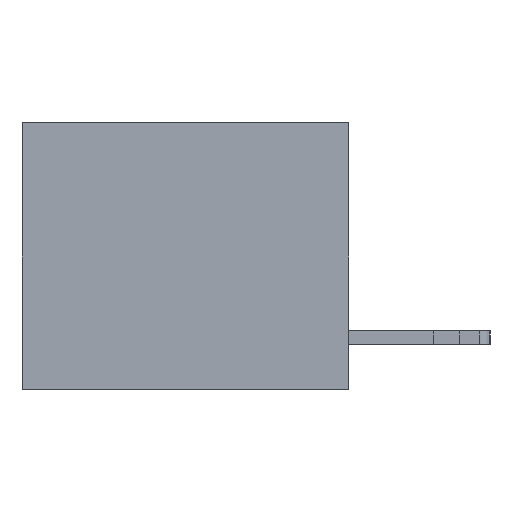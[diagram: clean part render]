
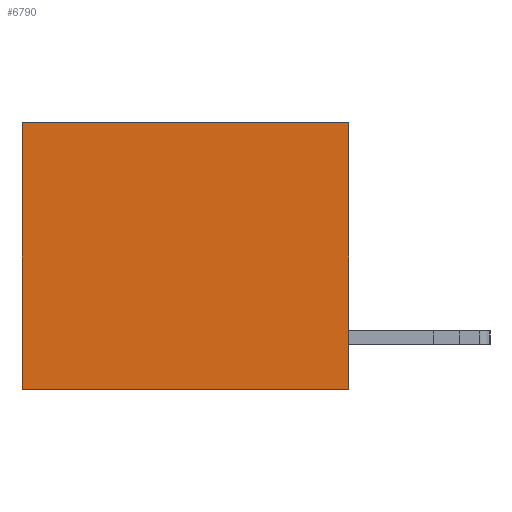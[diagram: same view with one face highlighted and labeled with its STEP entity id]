
A CAD part, left-side view. The second image highlights one B-rep face of the part: STEP entity #6790.
In plain terms, the highlighted planar face has unit normal (-1, 0, 0).
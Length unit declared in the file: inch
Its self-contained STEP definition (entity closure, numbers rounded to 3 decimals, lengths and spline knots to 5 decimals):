
#575 = VECTOR ( 'NONE', #9802, 39.37008 ) ;
#619 = ORIENTED_EDGE ( 'NONE', *, *, #19310, .F. ) ;
#2914 = VERTEX_POINT ( 'NONE', #19483 ) ;
#3362 = EDGE_CURVE ( 'NONE', #12975, #2914, #23345, .T. ) ;
#3991 = LINE ( 'NONE', #9716, #575 ) ;
#4913 = CARTESIAN_POINT ( 'NONE',  ( 0.3165, 0.6, -0.49 ) ) ;
#6599 = ORIENTED_EDGE ( 'NONE', *, *, #3362, .F. ) ;
#6790 = ADVANCED_FACE ( 'NONE', ( #14047 ), #23740, .F. ) ;
#6854 = VECTOR ( 'NONE', #16827, 39.37008 ) ;
#7122 = DIRECTION ( 'NONE',  ( 0., 0., -1. ) ) ;
#7255 = EDGE_CURVE ( 'NONE', #12975, #8419, #3991, .T. ) ;
#7685 = CARTESIAN_POINT ( 'NONE',  ( 0.3165, 0., -0.49 ) ) ;
#8419 = VERTEX_POINT ( 'NONE', #22189 ) ;
#9660 = DIRECTION ( 'NONE',  ( 0., 0., -1. ) ) ;
#9716 = CARTESIAN_POINT ( 'NONE',  ( 0.3165, 0., 0. ) ) ;
#9802 = DIRECTION ( 'NONE',  ( 0., 1., 0. ) ) ;
#9811 = EDGE_LOOP ( 'NONE', ( #25392, #619, #6599, #14621 ) ) ;
#10070 = LINE ( 'NONE', #4913, #24713 ) ;
#12770 = VECTOR ( 'NONE', #19513, 39.37008 ) ;
#12975 = VERTEX_POINT ( 'NONE', #25009 ) ;
#13316 = VERTEX_POINT ( 'NONE', #21230 ) ;
#14047 = FACE_OUTER_BOUND ( 'NONE', #9811, .T. ) ;
#14463 = EDGE_CURVE ( 'NONE', #8419, #13316, #10070, .T. ) ;
#14621 = ORIENTED_EDGE ( 'NONE', *, *, #7255, .T. ) ;
#16827 = DIRECTION ( 'NONE',  ( 0., 1., 0. ) ) ;
#17574 = CARTESIAN_POINT ( 'NONE',  ( 0.3165, 0., -0.49 ) ) ;
#19310 = EDGE_CURVE ( 'NONE', #2914, #13316, #25210, .T. ) ;
#19483 = CARTESIAN_POINT ( 'NONE',  ( 0.3165, 0., -0.49 ) ) ;
#19513 = DIRECTION ( 'NONE',  ( 0., 0., -1. ) ) ;
#20680 = AXIS2_PLACEMENT_3D ( 'NONE', #17574, #25748, #9660 ) ;
#21230 = CARTESIAN_POINT ( 'NONE',  ( 0.3165, 0.6, -0.49 ) ) ;
#22189 = CARTESIAN_POINT ( 'NONE',  ( 0.3165, 0.6, 0. ) ) ;
#23345 = LINE ( 'NONE', #7685, #12770 ) ;
#23740 = PLANE ( 'NONE',  #20680 ) ;
#24643 = CARTESIAN_POINT ( 'NONE',  ( 0.3165, 0., -0.49 ) ) ;
#24713 = VECTOR ( 'NONE', #7122, 39.37008 ) ;
#25009 = CARTESIAN_POINT ( 'NONE',  ( 0.3165, 0., 0. ) ) ;
#25210 = LINE ( 'NONE', #24643, #6854 ) ;
#25392 = ORIENTED_EDGE ( 'NONE', *, *, #14463, .T. ) ;
#25748 = DIRECTION ( 'NONE',  ( 1., 0., 0. ) ) ;
